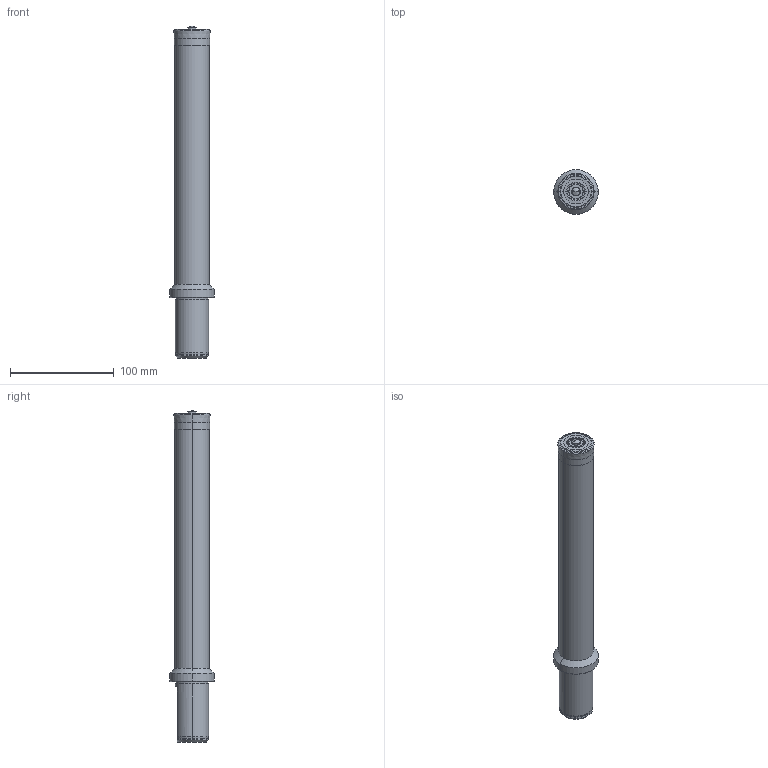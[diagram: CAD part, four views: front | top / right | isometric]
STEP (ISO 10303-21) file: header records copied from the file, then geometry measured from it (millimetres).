
FILE_DESCRIPTION (( 'STEP AP214' ), '1' );
FILE_NAME ('99307-35200-CD8-NC40-N9GX090308-NC2032.STEP', '2017-01-10T11:41:55', ( 'Owner' ), ( '' ), 'SwSTEP 2.0', 'SolidWorks 2016', '' );
FILE_SCHEMA (( 'AUTOMOTIVE_DESIGN' ));
Length unit declared in the file: millimetre
Products named in the file (1): 99307-35200-CD8-NC40-N9GX090308-NC2032
Bounding box: 43 x 43 x 319.55 mm (x, y, z)
Volume: 279395.3 mm3; surface area: 35901.5 mm2
Topology: 1 solids, 1 shells, 62 faces, 129 edges, 70 vertices
Faces by surface type: cone 23, torus 18, cylinder 15, plane 6
Entity records: 1956 total; most frequent: DIRECTION 327, CARTESIAN_POINT 300, ORIENTED_EDGE 254, AXIS2_PLACEMENT_3D 143, EDGE_CURVE 127, CIRCLE 80, VERTEX_POINT 70, EDGE_LOOP 65
